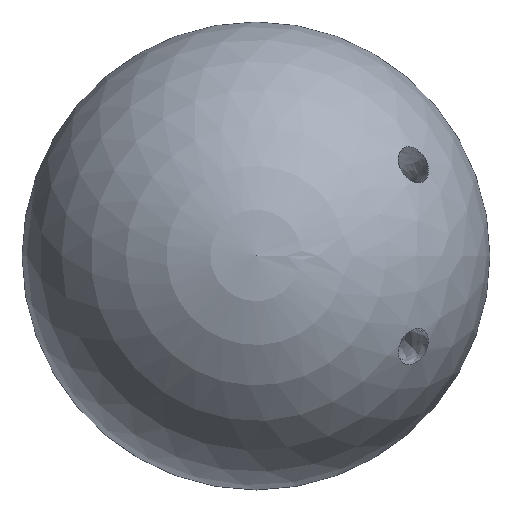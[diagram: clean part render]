
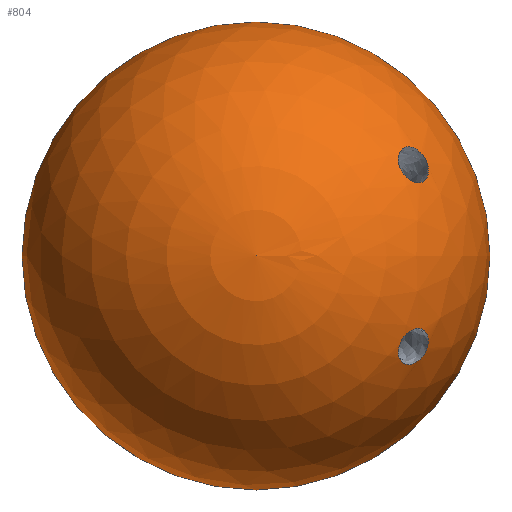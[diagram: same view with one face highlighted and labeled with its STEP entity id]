
A CAD part, top view. The second image highlights one B-rep face of the part: STEP entity #804.
In plain terms, the highlighted spherical face has radius 30 mm.
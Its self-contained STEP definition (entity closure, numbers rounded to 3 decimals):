
#119=CARTESIAN_POINT('',(18.28,11.998,20.54));
#120=VERTEX_POINT('',#119);
#121=CARTESIAN_POINT('',(18.319,11.787,20.627));
#122=CARTESIAN_POINT('',(18.255,12.079,20.517));
#123=CARTESIAN_POINT('',(18.235,12.362,20.366));
#124=CARTESIAN_POINT('',(18.285,12.901,19.984));
#125=CARTESIAN_POINT('',(18.36,13.148,19.752));
#126=CARTESIAN_POINT('',(18.603,13.572,19.232));
#127=CARTESIAN_POINT('',(18.776,13.738,18.944));
#128=CARTESIAN_POINT('',(19.195,13.954,18.358));
#129=CARTESIAN_POINT('',(19.442,13.997,18.062));
#130=CARTESIAN_POINT('',(19.959,13.944,17.531));
#131=CARTESIAN_POINT('',(20.225,13.854,17.296));
#132=CARTESIAN_POINT('',(20.727,13.565,16.926));
#133=CARTESIAN_POINT('',(20.959,13.379,16.788));
#134=CARTESIAN_POINT('',(21.372,12.935,16.614));
#135=CARTESIAN_POINT('',(21.549,12.689,16.575));
#136=CARTESIAN_POINT('',(21.837,12.161,16.594));
#137=CARTESIAN_POINT('',(21.945,11.888,16.649));
#138=CARTESIAN_POINT('',(22.089,11.327,16.848));
#139=CARTESIAN_POINT('',(22.12,11.047,16.993));
#140=CARTESIAN_POINT('',(22.096,10.502,17.366));
#141=CARTESIAN_POINT('',(22.033,10.246,17.598));
#142=CARTESIAN_POINT('',(21.813,9.798,18.12));
#143=CARTESIAN_POINT('',(21.649,9.617,18.411));
#144=CARTESIAN_POINT('',(21.242,9.373,19.001));
#145=CARTESIAN_POINT('',(21.001,9.315,19.296));
#146=CARTESIAN_POINT('',(20.49,9.339,19.826));
#147=CARTESIAN_POINT('',(20.226,9.413,20.06));
#148=CARTESIAN_POINT('',(19.717,9.678,20.438));
#149=CARTESIAN_POINT('',(19.475,9.857,20.583));
#150=CARTESIAN_POINT('',(19.044,10.293,20.772));
#151=CARTESIAN_POINT('',(18.858,10.539,20.818));
#152=CARTESIAN_POINT('',(18.614,10.964,20.817));
#153=CARTESIAN_POINT('',(18.536,11.125,20.8));
#154=CARTESIAN_POINT('',(18.407,11.455,20.736));
#155=CARTESIAN_POINT('',(18.356,11.622,20.689));
#156=CARTESIAN_POINT('',(18.319,11.787,20.627));
#157=B_SPLINE_CURVE_WITH_KNOTS('',3,(#121,#122,#123,#124,#125,#126,#127,#128,#129,#130,#131,#132,#133,#134,#135,#136,#137,#138,#139,#140,#141,#142,#143,#144,#145,#146,#147,#148,#149,#150,#151,#152,#153,#154,#155,#156),.UNSPECIFIED.,.T.,.U.,(4,2,2,2,2,2,2,2,2,2,2,2,2,2,2,2,2,4),(0.0,0.096,0.198,0.309,0.423,0.532,0.629,0.721,0.81,0.904,1.008,1.12,1.234,1.341,1.44,1.533,1.587,1.641),.UNSPECIFIED.);
#158=EDGE_CURVE('',#120,#120,#157,.T.);
#232=CARTESIAN_POINT('',(18.28,-11.998,20.54));
#233=VERTEX_POINT('',#232);
#234=CARTESIAN_POINT('',(18.319,-11.787,20.627));
#235=CARTESIAN_POINT('',(18.383,-11.5,20.734));
#236=CARTESIAN_POINT('',(18.49,-11.211,20.798));
#237=CARTESIAN_POINT('',(18.776,-10.664,20.829));
#238=CARTESIAN_POINT('',(18.95,-10.414,20.798));
#239=CARTESIAN_POINT('',(19.35,-9.969,20.647));
#240=CARTESIAN_POINT('',(19.572,-9.783,20.526));
#241=CARTESIAN_POINT('',(20.048,-9.489,20.202));
#242=CARTESIAN_POINT('',(20.298,-9.392,19.997));
#243=CARTESIAN_POINT('',(20.796,-9.304,19.521));
#244=CARTESIAN_POINT('',(21.04,-9.324,19.249));
#245=CARTESIAN_POINT('',(21.48,-9.487,18.675));
#246=CARTESIAN_POINT('',(21.671,-9.637,18.375));
#247=CARTESIAN_POINT('',(21.958,-10.045,17.807));
#248=CARTESIAN_POINT('',(22.054,-10.3,17.541));
#249=CARTESIAN_POINT('',(22.126,-10.86,17.105));
#250=CARTESIAN_POINT('',(22.114,-11.153,16.932));
#251=CARTESIAN_POINT('',(21.993,-11.744,16.689));
#252=CARTESIAN_POINT('',(21.892,-12.032,16.615));
#253=CARTESIAN_POINT('',(21.62,-12.575,16.569));
#254=CARTESIAN_POINT('',(21.455,-12.823,16.593));
#255=CARTESIAN_POINT('',(21.074,-13.269,16.731));
#256=CARTESIAN_POINT('',(20.86,-13.46,16.845));
#257=CARTESIAN_POINT('',(20.396,-13.771,17.16));
#258=CARTESIAN_POINT('',(20.149,-13.881,17.363));
#259=CARTESIAN_POINT('',(19.647,-13.996,17.84));
#260=CARTESIAN_POINT('',(19.397,-13.99,18.116));
#261=CARTESIAN_POINT('',(18.942,-13.851,18.695));
#262=CARTESIAN_POINT('',(18.741,-13.713,18.997));
#263=CARTESIAN_POINT('',(18.437,-13.323,19.563));
#264=CARTESIAN_POINT('',(18.332,-13.079,19.825));
#265=CARTESIAN_POINT('',(18.255,-12.64,20.174));
#266=CARTESIAN_POINT('',(18.245,-12.478,20.285));
#267=CARTESIAN_POINT('',(18.257,-12.139,20.478));
#268=CARTESIAN_POINT('',(18.28,-11.965,20.56));
#269=CARTESIAN_POINT('',(18.319,-11.787,20.627));
#270=B_SPLINE_CURVE_WITH_KNOTS('',3,(#234,#235,#236,#237,#238,#239,#240,#241,#242,#243,#244,#245,#246,#247,#248,#249,#250,#251,#252,#253,#254,#255,#256,#257,#258,#259,#260,#261,#262,#263,#264,#265,#266,#267,#268,#269),.UNSPECIFIED.,.T.,.U.,(4,2,2,2,2,2,2,2,2,2,2,2,2,2,2,2,2,4),(0.0,0.094,0.185,0.279,0.379,0.487,0.601,0.714,0.815,0.909,0.998,1.09,1.19,1.3,1.415,1.525,1.584,1.642),.UNSPECIFIED.);
#271=EDGE_CURVE('',#233,#233,#270,.T.);
#778=CARTESIAN_POINT('',(-30.0,0.0,0.));
#779=VERTEX_POINT('',#778);
#780=CARTESIAN_POINT('',(0.0,0.0,0.0));
#781=DIRECTION('',(0.0,0.0,1.0));
#782=DIRECTION('',(1.0,0.0,0.0));
#783=AXIS2_PLACEMENT_3D('',#780,#781,#782);
#784=CIRCLE('',#783,30.0);
#785=EDGE_CURVE('',#779,#779,#784,.T.);
#790=CARTESIAN_POINT('',(0.0,0.0,0.0));
#791=DIRECTION('',(0.0,0.0,1.0));
#792=DIRECTION('',(1.0,0.0,0.0));
#793=AXIS2_PLACEMENT_3D('',#790,#791,#792);
#794=SPHERICAL_SURFACE('',#793,30.0);
#795=ORIENTED_EDGE('',*,*,#158,.T.);
#796=EDGE_LOOP('',(#795));
#797=FACE_OUTER_BOUND('',#796,.T.);
#798=ORIENTED_EDGE('',*,*,#271,.T.);
#799=EDGE_LOOP('',(#798));
#800=FACE_BOUND('',#799,.T.);
#801=ORIENTED_EDGE('',*,*,#785,.T.);
#802=EDGE_LOOP('',(#801));
#803=FACE_BOUND('',#802,.T.);
#804=ADVANCED_FACE('',(#797,#800,#803),#794,.T.);
